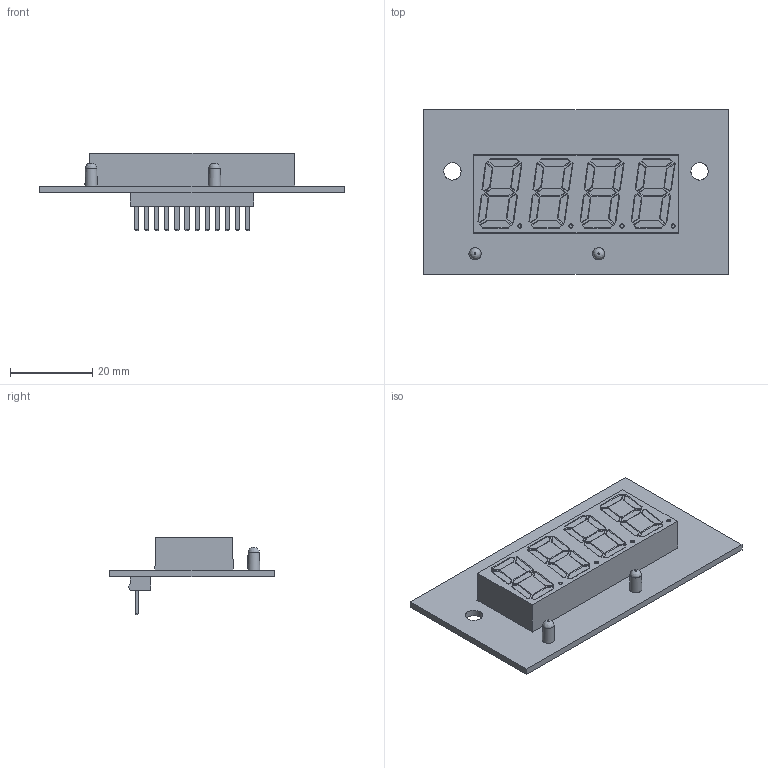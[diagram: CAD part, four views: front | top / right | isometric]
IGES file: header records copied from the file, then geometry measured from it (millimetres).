
Global section: file name: OCT-LED-S2; native system: Autodesk Inventor 2016; preprocessor: unknown; author: furuhata; date: 20160330.113516; units: millimetre
Bounding box: 74 x 40 x 18.9 mm (x, y, z)
Volume: 12790.5 mm3; surface area: 7957.1 mm2
Topology: 1 solids, 1 shells, 338 faces, 820 edges, 532 vertices
Faces by surface type: bspline 338
